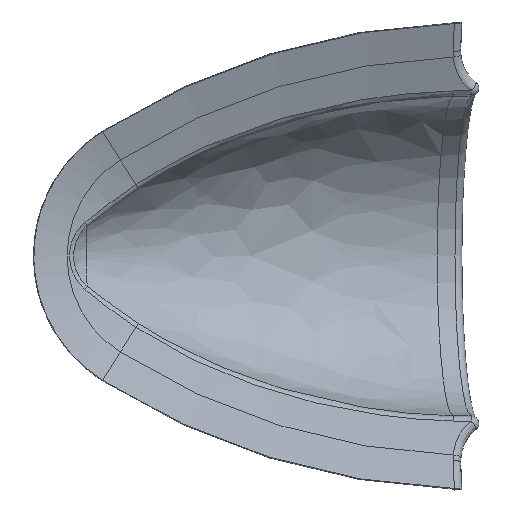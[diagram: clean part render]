
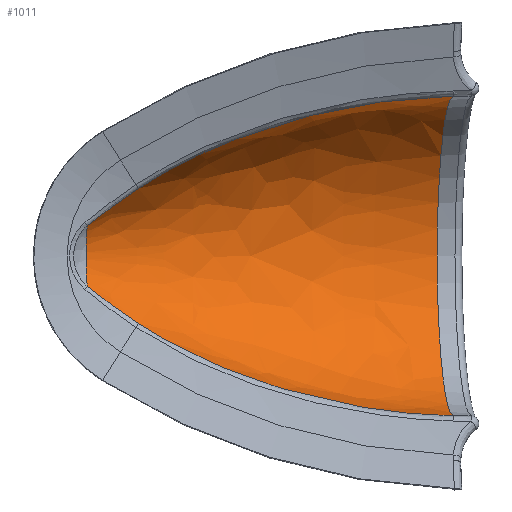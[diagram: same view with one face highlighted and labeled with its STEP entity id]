
A CAD part, front view. The second image highlights one B-rep face of the part: STEP entity #1011.
In plain terms, the highlighted free-form (B-spline) face has degree [2, 2] with [3, 5] control points.
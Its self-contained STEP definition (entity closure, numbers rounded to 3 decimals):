
#54=B_SPLINE_CURVE_WITH_KNOTS('',3,(#1347,#1348,#1349,#1350,#1351,#1352,
#1353,#1354,#1355),.UNSPECIFIED.,.F.,.F.,(4,1,1,1,1,1,4),(3.101,
14.255,19.837,25.419,31.001,36.583,
38.418),.UNSPECIFIED.);
#55=B_SPLINE_CURVE_WITH_KNOTS('',3,(#1359,#1360,#1361,#1362,#1363,#1364,
#1365,#1366,#1367),.UNSPECIFIED.,.F.,.F.,(4,1,1,1,1,1,4),(3.747,
5.582,11.164,16.746,22.328,27.91,
39.064),.UNSPECIFIED.);
#56=B_SPLINE_CURVE_WITH_KNOTS('',3,(#1369,#1370,#1371,#1372,#1373),
 .UNSPECIFIED.,.F.,.F.,(4,1,4),(0.,2.791,3.747),
 .UNSPECIFIED.);
#57=B_SPLINE_CURVE_WITH_KNOTS('',3,(#1375,#1376,#1377,#1378,#1379,#1380),
 .UNSPECIFIED.,.F.,.F.,(4,1,1,4),(0.,2.174,4.347,
7.608),.UNSPECIFIED.);
#58=B_SPLINE_CURVE_WITH_KNOTS('',3,(#1384,#1385,#1386,#1387,#1388,#1389),
 .UNSPECIFIED.,.F.,.F.,(4,1,1,4),(0.,2.173,4.347,
7.607),.UNSPECIFIED.);
#59=B_SPLINE_CURVE_WITH_KNOTS('',3,(#1390,#1391,#1392,#1393,#1394),
 .UNSPECIFIED.,.F.,.F.,(4,1,4),(38.418,39.374,42.165),
 .UNSPECIFIED.);
#150=(
BOUNDED_SURFACE()
B_SPLINE_SURFACE(2,2,((#1330,#1331,#1332,#1333,#1334),(#1335,#1336,#1337,
#1338,#1339),(#1340,#1341,#1342,#1343,#1344)),.UNSPECIFIED.,.F.,.F.,.F.)
B_SPLINE_SURFACE_WITH_KNOTS((3,3),(3,2,3),(-0.587,-0.022),
(0.046,1.571,3.095),.UNSPECIFIED.)
GEOMETRIC_REPRESENTATION_ITEM()
RATIONAL_B_SPLINE_SURFACE(((1.,0.723,1.,0.723,1.),
(0.96,0.695,0.96,0.695,
0.96),(1.,0.723,1.,0.723,1.)))
REPRESENTATION_ITEM('')
SURFACE()
);
#188=FACE_OUTER_BOUND('',#256,.T.);
#256=EDGE_LOOP('',(#642,#643,#644,#645,#646,#647,#648,#649));
#336=CIRCLE('',#1087,186.371);
#337=CIRCLE('',#1088,52.799);
#392=VERTEX_POINT('',#1345);
#393=VERTEX_POINT('',#1346);
#394=VERTEX_POINT('',#1356);
#395=VERTEX_POINT('',#1358);
#396=VERTEX_POINT('',#1368);
#397=VERTEX_POINT('',#1374);
#398=VERTEX_POINT('',#1381);
#399=VERTEX_POINT('',#1383);
#490=EDGE_CURVE('',#392,#393,#54,.T.);
#491=EDGE_CURVE('',#392,#394,#336,.T.);
#492=EDGE_CURVE('',#395,#394,#55,.T.);
#493=EDGE_CURVE('',#396,#395,#56,.T.);
#494=EDGE_CURVE('',#397,#396,#57,.T.);
#495=EDGE_CURVE('',#398,#397,#337,.T.);
#496=EDGE_CURVE('',#399,#398,#58,.T.);
#497=EDGE_CURVE('',#393,#399,#59,.T.);
#642=ORIENTED_EDGE('',*,*,#490,.F.);
#643=ORIENTED_EDGE('',*,*,#491,.T.);
#644=ORIENTED_EDGE('',*,*,#492,.F.);
#645=ORIENTED_EDGE('',*,*,#493,.F.);
#646=ORIENTED_EDGE('',*,*,#494,.F.);
#647=ORIENTED_EDGE('',*,*,#495,.F.);
#648=ORIENTED_EDGE('',*,*,#496,.F.);
#649=ORIENTED_EDGE('',*,*,#497,.F.);
#1011=ADVANCED_FACE('',(#188),#150,.T.);
#1087=AXIS2_PLACEMENT_3D('',#1357,#1183,#1184);
#1088=AXIS2_PLACEMENT_3D('',#1382,#1185,#1186);
#1183=DIRECTION('center_axis',(0.995,0.105,0.));
#1184=DIRECTION('ref_axis',(-0.105,0.995,0.));
#1185=DIRECTION('center_axis',(0.995,0.105,0.));
#1186=DIRECTION('ref_axis',(0.,0.,-1.));
#1330=CARTESIAN_POINT('Ctrl Pts',(-423.024,-42.007,-52.742));
#1331=CARTESIAN_POINT('Ctrl Pts',(-428.288,8.075,-50.411));
#1332=CARTESIAN_POINT('Ctrl Pts',(-428.288,8.075,0.));
#1333=CARTESIAN_POINT('Ctrl Pts',(-428.288,8.075,50.411));
#1334=CARTESIAN_POINT('Ctrl Pts',(-423.024,-42.007,52.742));
#1335=CARTESIAN_POINT('Ctrl Pts',(-231.52,-15.908,-181.023));
#1336=CARTESIAN_POINT('Ctrl Pts',(-249.586,155.982,-173.022));
#1337=CARTESIAN_POINT('Ctrl Pts',(-249.586,155.982,0.));
#1338=CARTESIAN_POINT('Ctrl Pts',(-249.586,155.982,173.022));
#1339=CARTESIAN_POINT('Ctrl Pts',(-231.52,-15.908,181.023));
#1340=CARTESIAN_POINT('Ctrl Pts',(-0.901,8.571,-186.172));
#1341=CARTESIAN_POINT('Ctrl Pts',(-19.481,185.35,-177.944));
#1342=CARTESIAN_POINT('Ctrl Pts',(-19.481,185.35,0.));
#1343=CARTESIAN_POINT('Ctrl Pts',(-19.481,185.35,177.944));
#1344=CARTESIAN_POINT('Ctrl Pts',(-0.901,8.571,186.172));
#1345=CARTESIAN_POINT('',(-0.901,8.571,-186.172));
#1346=CARTESIAN_POINT('',(-335.744,4.208,-97.74));
#1347=CARTESIAN_POINT('Ctrl Pts',(-0.901,8.571,-186.172));
#1348=CARTESIAN_POINT('Ctrl Pts',(-37.709,8.267,-185.193));
#1349=CARTESIAN_POINT('Ctrl Pts',(-92.994,7.731,-179.766));
#1350=CARTESIAN_POINT('Ctrl Pts',(-165.01,6.851,-164.723));
#1351=CARTESIAN_POINT('Ctrl Pts',(-218.249,6.111,-149.482));
#1352=CARTESIAN_POINT('Ctrl Pts',(-270.178,5.303,-130.256));
#1353=CARTESIAN_POINT('Ctrl Pts',(-309.007,4.648,-112.258));
#1354=CARTESIAN_POINT('Ctrl Pts',(-330.483,4.293,-100.687));
#1355=CARTESIAN_POINT('Ctrl Pts',(-335.744,4.208,-97.74));
#1356=CARTESIAN_POINT('',(-0.901,8.571,186.172));
#1357=CARTESIAN_POINT('Origin',(0.,0.,
0.));
#1358=CARTESIAN_POINT('',(-335.744,4.208,97.74));
#1359=CARTESIAN_POINT('Ctrl Pts',(-335.744,4.208,97.74));
#1360=CARTESIAN_POINT('Ctrl Pts',(-330.482,4.293,100.688));
#1361=CARTESIAN_POINT('Ctrl Pts',(-309.005,4.648,112.26));
#1362=CARTESIAN_POINT('Ctrl Pts',(-270.18,5.303,130.254));
#1363=CARTESIAN_POINT('Ctrl Pts',(-218.249,6.11,149.482));
#1364=CARTESIAN_POINT('Ctrl Pts',(-165.018,6.851,164.72));
#1365=CARTESIAN_POINT('Ctrl Pts',(-92.997,7.731,179.766));
#1366=CARTESIAN_POINT('Ctrl Pts',(-37.71,8.267,185.193));
#1367=CARTESIAN_POINT('Ctrl Pts',(-0.901,8.571,186.172));
#1368=CARTESIAN_POINT('',(-367.212,3.75,78.583));
#1369=CARTESIAN_POINT('Ctrl Pts',(-367.212,3.75,78.583));
#1370=CARTESIAN_POINT('Ctrl Pts',(-359.617,3.84,83.633));
#1371=CARTESIAN_POINT('Ctrl Pts',(-349.172,3.994,90.099));
#1372=CARTESIAN_POINT('Ctrl Pts',(-338.485,4.164,96.205));
#1373=CARTESIAN_POINT('Ctrl Pts',(-335.744,4.208,97.74));
#1374=CARTESIAN_POINT('',(-426.876,-5.363,35.274));
#1375=CARTESIAN_POINT('Ctrl Pts',(-426.876,-5.363,35.274));
#1376=CARTESIAN_POINT('Ctrl Pts',(-421.57,-3.866,39.639));
#1377=CARTESIAN_POINT('Ctrl Pts',(-410.598,-1.103,48.153));
#1378=CARTESIAN_POINT('Ctrl Pts',(-390.709,2.504,62.618));
#1379=CARTESIAN_POINT('Ctrl Pts',(-376.086,3.644,72.683));
#1380=CARTESIAN_POINT('Ctrl Pts',(-367.212,3.75,78.583));
#1381=CARTESIAN_POINT('',(-426.876,-5.363,-35.274));
#1382=CARTESIAN_POINT('Origin',(-422.769,-44.435,0.));
#1383=CARTESIAN_POINT('',(-367.212,3.75,-78.583));
#1384=CARTESIAN_POINT('Ctrl Pts',(-367.212,3.75,-78.583));
#1385=CARTESIAN_POINT('Ctrl Pts',(-373.127,3.679,-74.65));
#1386=CARTESIAN_POINT('Ctrl Pts',(-384.869,3.033,-66.658));
#1387=CARTESIAN_POINT('Ctrl Pts',(-405.,0.192,-52.343));
#1388=CARTESIAN_POINT('Ctrl Pts',(-418.919,-3.118,-41.821));
#1389=CARTESIAN_POINT('Ctrl Pts',(-426.876,-5.363,-35.274));
#1390=CARTESIAN_POINT('Ctrl Pts',(-335.744,4.208,-97.74));
#1391=CARTESIAN_POINT('Ctrl Pts',(-338.484,4.164,-96.205));
#1392=CARTESIAN_POINT('Ctrl Pts',(-349.171,3.994,-90.099));
#1393=CARTESIAN_POINT('Ctrl Pts',(-359.617,3.84,-83.633));
#1394=CARTESIAN_POINT('Ctrl Pts',(-367.212,3.75,-78.583));
